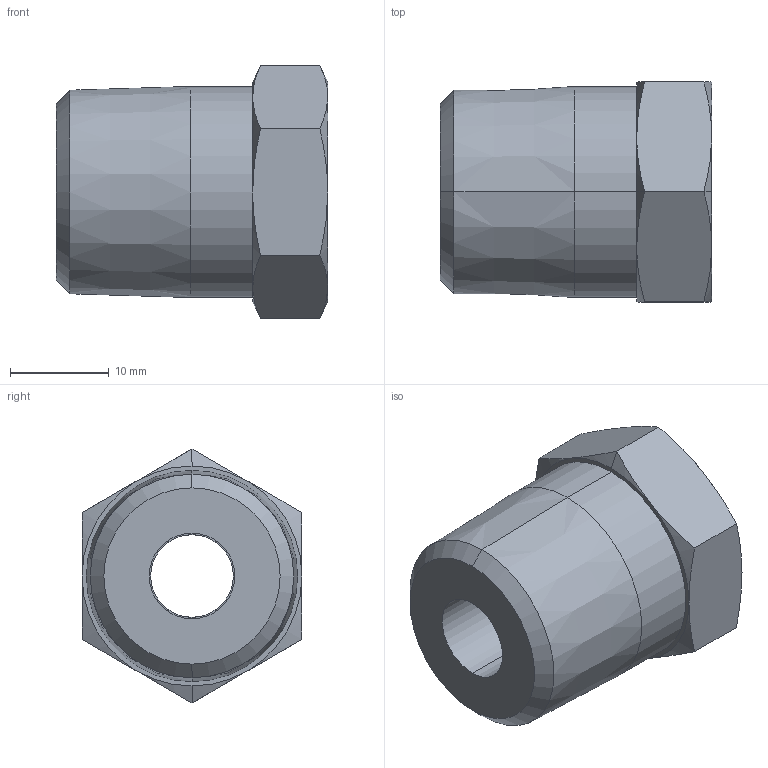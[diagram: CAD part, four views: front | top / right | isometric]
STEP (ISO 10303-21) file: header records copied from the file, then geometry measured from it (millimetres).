
FILE_DESCRIPTION(('starvars output'),'2;1');
FILE_NAME('cv20200414150530000012795.stp','15:05:30 2020/04/14',( 'Thomas Industrial Network Germany GmbH'),( 'Thomas Industrial Network Germany GmbH'),'unknown preprocess','ACIS' ,'unknown authorization');
FILE_SCHEMA(('CONFIG_CONTROL_DESIGN {UNKNOWN IMPLEMENTATION LEVEL}'));
Length unit declared in the file: millimetre
Products named in the file (1): PRODUCT_ID_1
Bounding box: 27.43 x 22.23 x 25.66 mm (x, y, z)
Volume: 8466.3 mm3; surface area: 3255.2 mm2
Topology: 1 solids, 1 shells, 38 faces, 80 edges, 46 vertices
Faces by surface type: cone 24, plane 10, cylinder 4
Entity records: 852 total; most frequent: CARTESIAN_POINT 169, ORIENTED_EDGE 160, DIRECTION 80, EDGE_CURVE 80, VERTEX_POINT 46, EDGE_LOOP 42, FACE_BOUND 42, ADVANCED_FACE 38
